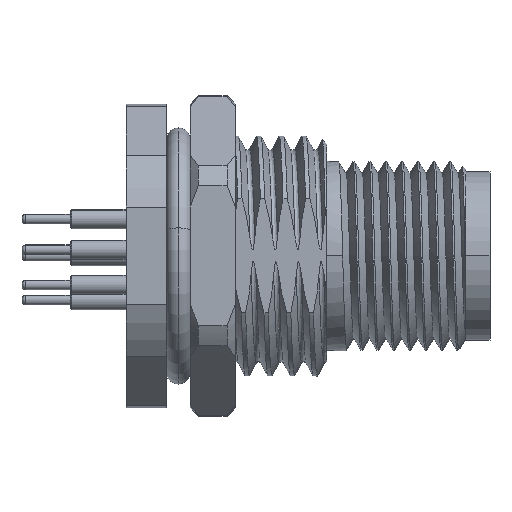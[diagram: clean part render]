
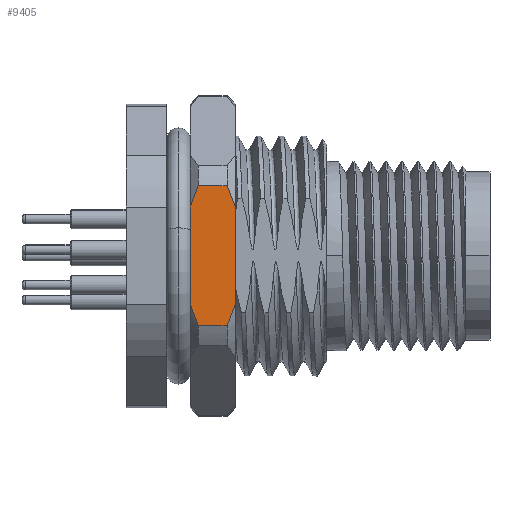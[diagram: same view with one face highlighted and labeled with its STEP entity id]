
A CAD part, top view. The second image highlights one B-rep face of the part: STEP entity #9405.
In plain terms, the highlighted face is planar.
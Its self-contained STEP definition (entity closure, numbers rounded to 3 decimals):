
#963 = LINE ( 'NONE', #15623, #8970 ) ;
#1736 = ORIENTED_EDGE ( 'NONE', *, *, #14450, .T. ) ;
#2813 = EDGE_CURVE ( 'NONE', #11723, #7695, #11234, .T. ) ;
#3515 = CARTESIAN_POINT ( 'NONE',  ( 1.087, -1.097, -9.759 ) ) ;
#3589 = CARTESIAN_POINT ( 'NONE',  ( 0.9, -8.275, -5.615 ) ) ;
#4137 = CARTESIAN_POINT ( 'NONE',  ( -1.4, -1.866, -9.315 ) ) ;
#5285 = B_SPLINE_CURVE_WITH_KNOTS ( 'NONE', 3,
 ( #11277, #9635, #11166, #4137 ),
 .UNSPECIFIED., .F., .F.,
 ( 4, 4 ),
 ( 0.009, 0.011 ),
 .UNSPECIFIED. ) ;
#5682 = CARTESIAN_POINT ( 'NONE',  ( 0.9, -8.275, -5.615 ) ) ;
#5690 = CARTESIAN_POINT ( 'NONE',  ( -1.257, -7.52, -6.051 ) ) ;
#5695 = FACE_OUTER_BOUND ( 'NONE', #10137, .T. ) ;
#6163 = LINE ( 'NONE', #8261, #12091 ) ;
#6207 = EDGE_CURVE ( 'NONE', #11723, #20601, #16285, .T. ) ;
#6824 = DIRECTION ( 'NONE',  ( 1., 0., 0. ) ) ;
#6887 = ORIENTED_EDGE ( 'NONE', *, *, #20731, .F. ) ;
#7228 = CARTESIAN_POINT ( 'NONE',  ( -2.069, -9., -5.196 ) ) ;
#7400 = VERTEX_POINT ( 'NONE', #14251 ) ;
#7695 = VERTEX_POINT ( 'NONE', #10488 ) ;
#8261 = CARTESIAN_POINT ( 'NONE',  ( -1.4, -4.5, -7.794 ) ) ;
#8647 = CARTESIAN_POINT ( 'NONE',  ( 1.4, -7.134, -6.274 ) ) ;
#8875 = DIRECTION ( 'NONE',  ( 0., 0.866, -0.5 ) ) ;
#8970 = VECTOR ( 'NONE', #6824, 1000. ) ;
#9405 = ADVANCED_FACE ( 'NONE', ( #5695 ), #21535, .T. ) ;
#9635 = CARTESIAN_POINT ( 'NONE',  ( -1.088, -1.098, -9.758 ) ) ;
#10137 = EDGE_LOOP ( 'NONE', ( #16941, #12177, #1736, #6887, #19195, #17437, #20679, #14409 ) ) ;
#10488 = CARTESIAN_POINT ( 'NONE',  ( -0.9, -8.275, -5.615 ) ) ;
#10539 = EDGE_CURVE ( 'NONE', #11544, #12533, #11988, .T. ) ;
#10630 = CARTESIAN_POINT ( 'NONE',  ( 1.088, -7.902, -5.83 ) ) ;
#11166 = CARTESIAN_POINT ( 'NONE',  ( -1.256, -1.478, -9.539 ) ) ;
#11234 = LINE ( 'NONE', #14648, #15358 ) ;
#11277 = CARTESIAN_POINT ( 'NONE',  ( -0.9, -0.725, -9.974 ) ) ;
#11544 = VERTEX_POINT ( 'NONE', #13565 ) ;
#11681 = CARTESIAN_POINT ( 'NONE',  ( 1.4, -9., -5.196 ) ) ;
#11723 = VERTEX_POINT ( 'NONE', #5682 ) ;
#11988 = B_SPLINE_CURVE_WITH_KNOTS ( 'NONE', 3,
 ( #19492, #23002, #3515, #15850 ),
 .UNSPECIFIED., .F., .F.,
 ( 4, 4 ),
 ( 0.017, 0.018 ),
 .UNSPECIFIED. ) ;
#12041 = CARTESIAN_POINT ( 'NONE',  ( 1.256, -7.522, -6.049 ) ) ;
#12045 = VECTOR ( 'NONE', #22824, 1000. ) ;
#12091 = VECTOR ( 'NONE', #15197, 1000. ) ;
#12177 = ORIENTED_EDGE ( 'NONE', *, *, #14097, .F. ) ;
#12533 = VERTEX_POINT ( 'NONE', #16576 ) ;
#13082 = CARTESIAN_POINT ( 'NONE',  ( -0.9, -8.275, -5.615 ) ) ;
#13565 = CARTESIAN_POINT ( 'NONE',  ( 1.4, -1.866, -9.315 ) ) ;
#14097 = EDGE_CURVE ( 'NONE', #19906, #7695, #20085, .T. ) ;
#14251 = CARTESIAN_POINT ( 'NONE',  ( -0.9, -0.725, -9.974 ) ) ;
#14385 = DIRECTION ( 'NONE',  ( 0., -0.5, -0.866 ) ) ;
#14391 = VERTEX_POINT ( 'NONE', #15538 ) ;
#14409 = ORIENTED_EDGE ( 'NONE', *, *, #6207, .F. ) ;
#14450 = EDGE_CURVE ( 'NONE', #19906, #14391, #6163, .T. ) ;
#14606 = CARTESIAN_POINT ( 'NONE',  ( -1.4, -7.134, -6.274 ) ) ;
#14648 = CARTESIAN_POINT ( 'NONE',  ( 1.4, -8.275, -5.615 ) ) ;
#15197 = DIRECTION ( 'NONE',  ( 0., 0.866, -0.5 ) ) ;
#15358 = VECTOR ( 'NONE', #22034, 1000. ) ;
#15538 = CARTESIAN_POINT ( 'NONE',  ( -1.4, -1.866, -9.315 ) ) ;
#15623 = CARTESIAN_POINT ( 'NONE',  ( 1.4, -0.725, -9.974 ) ) ;
#15850 = CARTESIAN_POINT ( 'NONE',  ( 0.9, -0.725, -9.974 ) ) ;
#16285 = B_SPLINE_CURVE_WITH_KNOTS ( 'NONE', 3,
 ( #3589, #10630, #12041, #8647 ),
 .UNSPECIFIED., .F., .F.,
 ( 4, 4 ),
 ( 0.009, 0.011 ),
 .UNSPECIFIED. ) ;
#16576 = CARTESIAN_POINT ( 'NONE',  ( 0.9, -0.725, -9.974 ) ) ;
#16941 = ORIENTED_EDGE ( 'NONE', *, *, #2813, .T. ) ;
#17437 = ORIENTED_EDGE ( 'NONE', *, *, #10539, .F. ) ;
#18148 = CARTESIAN_POINT ( 'NONE',  ( -1.087, -7.903, -5.83 ) ) ;
#18205 = AXIS2_PLACEMENT_3D ( 'NONE', #7228, #14385, #8875 ) ;
#18515 = CARTESIAN_POINT ( 'NONE',  ( -1.4, -7.134, -6.274 ) ) ;
#19195 = ORIENTED_EDGE ( 'NONE', *, *, #21011, .T. ) ;
#19492 = CARTESIAN_POINT ( 'NONE',  ( 1.4, -1.866, -9.315 ) ) ;
#19906 = VERTEX_POINT ( 'NONE', #18515 ) ;
#20040 = EDGE_CURVE ( 'NONE', #20601, #11544, #20382, .T. ) ;
#20085 = B_SPLINE_CURVE_WITH_KNOTS ( 'NONE', 3,
 ( #14606, #5690, #18148, #13082 ),
 .UNSPECIFIED., .F., .F.,
 ( 4, 4 ),
 ( 0.017, 0.018 ),
 .UNSPECIFIED. ) ;
#20382 = LINE ( 'NONE', #11681, #12045 ) ;
#20601 = VERTEX_POINT ( 'NONE', #23035 ) ;
#20679 = ORIENTED_EDGE ( 'NONE', *, *, #20040, .F. ) ;
#20731 = EDGE_CURVE ( 'NONE', #7400, #14391, #5285, .T. ) ;
#21011 = EDGE_CURVE ( 'NONE', #7400, #12533, #963, .T. ) ;
#21535 = PLANE ( 'NONE',  #18205 ) ;
#22034 = DIRECTION ( 'NONE',  ( -1., 0., 0. ) ) ;
#22824 = DIRECTION ( 'NONE',  ( 0., 0.866, -0.5 ) ) ;
#23002 = CARTESIAN_POINT ( 'NONE',  ( 1.257, -1.48, -9.538 ) ) ;
#23035 = CARTESIAN_POINT ( 'NONE',  ( 1.4, -7.134, -6.274 ) ) ;
